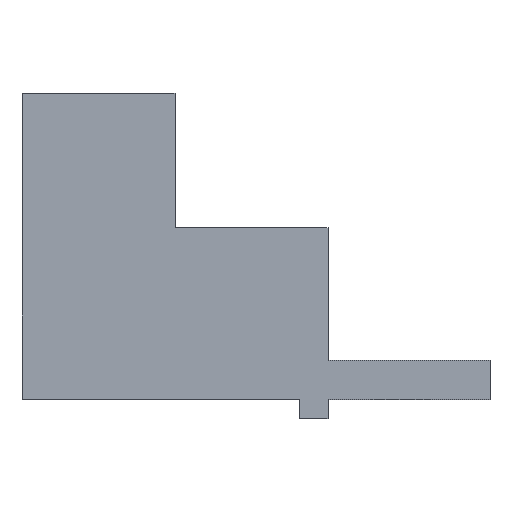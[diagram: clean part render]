
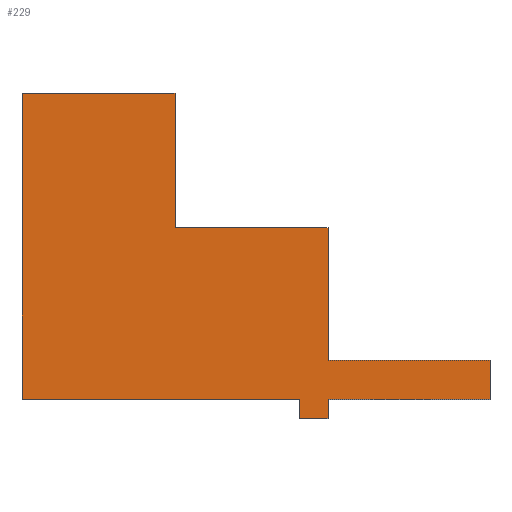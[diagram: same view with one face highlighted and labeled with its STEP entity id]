
A CAD part, top view. The second image highlights one B-rep face of the part: STEP entity #229.
In plain terms, the highlighted planar face has unit normal (0, 0, 1).
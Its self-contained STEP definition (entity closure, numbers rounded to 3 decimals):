
#105=PLANE('',#585);
#114=LINE('',#849,#154);
#118=LINE('',#860,#158);
#122=LINE('',#869,#162);
#126=LINE('',#877,#166);
#128=LINE('',#885,#168);
#131=LINE('',#891,#171);
#135=LINE('',#899,#175);
#139=LINE('',#930,#179);
#140=LINE('',#932,#180);
#141=LINE('',#934,#181);
#142=LINE('',#936,#182);
#143=LINE('',#937,#183);
#154=VECTOR('',#618,1.);
#158=VECTOR('',#626,1.);
#162=VECTOR('',#632,1.);
#166=VECTOR('',#638,1.);
#168=VECTOR('',#646,1.);
#171=VECTOR('',#651,1.);
#175=VECTOR('',#657,1.);
#179=VECTOR('',#685,1.);
#180=VECTOR('',#688,1.);
#181=VECTOR('',#689,1.);
#182=VECTOR('',#690,1.);
#183=VECTOR('',#691,1.);
#207=FACE_OUTER_BOUND('',#300,.T.);
#229=ADVANCED_FACE('',(#207),#105,.T.);
#300=EDGE_LOOP('',(#384,#385,#386,#387,#388,#389,#390,#391,#392,#393,#394,
#395));
#384=ORIENTED_EDGE('',*,*,#508,.T.);
#385=ORIENTED_EDGE('',*,*,#500,.T.);
#386=ORIENTED_EDGE('',*,*,#515,.T.);
#387=ORIENTED_EDGE('',*,*,#525,.T.);
#388=ORIENTED_EDGE('',*,*,#511,.T.);
#389=ORIENTED_EDGE('',*,*,#491,.T.);
#390=ORIENTED_EDGE('',*,*,#504,.T.);
#391=ORIENTED_EDGE('',*,*,#526,.T.);
#392=ORIENTED_EDGE('',*,*,#527,.T.);
#393=ORIENTED_EDGE('',*,*,#528,.T.);
#394=ORIENTED_EDGE('',*,*,#496,.T.);
#395=ORIENTED_EDGE('',*,*,#529,.T.);
#445=VERTEX_POINT('',#844);
#447=VERTEX_POINT('',#848);
#452=VERTEX_POINT('',#859);
#453=VERTEX_POINT('',#861);
#456=VERTEX_POINT('',#868);
#457=VERTEX_POINT('',#870);
#459=VERTEX_POINT('',#876);
#463=VERTEX_POINT('',#886);
#465=VERTEX_POINT('',#892);
#467=VERTEX_POINT('',#898);
#471=VERTEX_POINT('',#933);
#472=VERTEX_POINT('',#935);
#491=EDGE_CURVE('',#445,#447,#114,.T.);
#496=EDGE_CURVE('',#453,#452,#118,.T.);
#500=EDGE_CURVE('',#457,#456,#122,.T.);
#504=EDGE_CURVE('',#447,#459,#126,.T.);
#508=EDGE_CURVE('',#463,#457,#128,.T.);
#511=EDGE_CURVE('',#465,#445,#131,.T.);
#515=EDGE_CURVE('',#456,#467,#135,.T.);
#525=EDGE_CURVE('',#467,#465,#139,.T.);
#526=EDGE_CURVE('',#459,#471,#140,.T.);
#527=EDGE_CURVE('',#471,#472,#141,.T.);
#528=EDGE_CURVE('',#472,#453,#142,.T.);
#529=EDGE_CURVE('',#452,#463,#143,.T.);
#585=AXIS2_PLACEMENT_3D('',#938,#692,#693);
#618=DIRECTION('',(1.,0.,0.));
#626=DIRECTION('',(0.,1.,0.));
#632=DIRECTION('',(1.,0.,0.));
#638=DIRECTION('',(0.,1.,0.));
#646=DIRECTION('',(0.,-1.,0.));
#651=DIRECTION('',(0.,1.,0.));
#657=DIRECTION('',(0.,-1.,0.));
#685=DIRECTION('',(1.,0.,0.));
#688=DIRECTION('',(-1.,0.,0.));
#689=DIRECTION('',(0.,1.,0.));
#690=DIRECTION('',(-1.,0.,0.));
#691=DIRECTION('',(-1.,0.,0.));
#692=DIRECTION('',(0.,0.,1.));
#693=DIRECTION('',(1.,0.,0.));
#844=CARTESIAN_POINT('',(51.,0.,12.));
#848=CARTESIAN_POINT('',(78.,0.,12.));
#849=CARTESIAN_POINT('',(0.,0.,12.));
#859=CARTESIAN_POINT('',(25.5,51.,12.));
#860=CARTESIAN_POINT('',(25.5,28.6,12.));
#861=CARTESIAN_POINT('',(25.5,28.6,12.));
#868=CARTESIAN_POINT('',(46.2,0.,12.));
#869=CARTESIAN_POINT('',(0.,0.,12.));
#870=CARTESIAN_POINT('',(0.,0.,12.));
#876=CARTESIAN_POINT('',(78.,6.5,12.));
#877=CARTESIAN_POINT('',(78.,0.,12.));
#885=CARTESIAN_POINT('',(0.,51.,12.));
#886=CARTESIAN_POINT('',(0.,51.,12.));
#891=CARTESIAN_POINT('',(51.,-3.2,12.));
#892=CARTESIAN_POINT('',(51.,-3.2,12.));
#898=CARTESIAN_POINT('',(46.2,-3.2,12.));
#899=CARTESIAN_POINT('',(46.2,0.,12.));
#930=CARTESIAN_POINT('',(46.2,-3.2,12.));
#932=CARTESIAN_POINT('',(78.,6.5,12.));
#933=CARTESIAN_POINT('',(51.,6.5,12.));
#934=CARTESIAN_POINT('',(51.,6.5,12.));
#935=CARTESIAN_POINT('',(51.,28.6,12.));
#936=CARTESIAN_POINT('',(51.,28.6,12.));
#937=CARTESIAN_POINT('',(25.5,51.,12.));
#938=CARTESIAN_POINT('',(0.,0.,12.));
